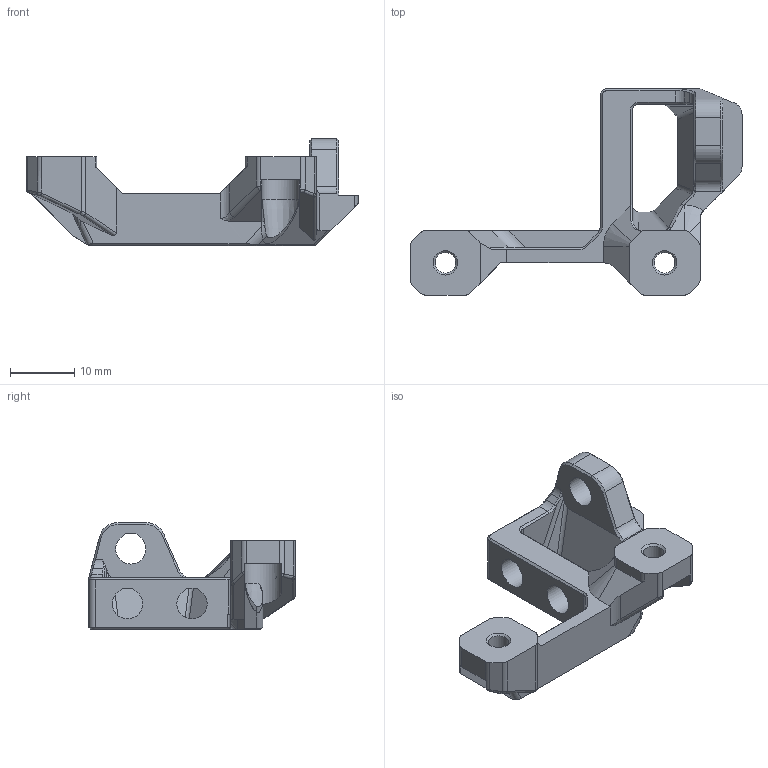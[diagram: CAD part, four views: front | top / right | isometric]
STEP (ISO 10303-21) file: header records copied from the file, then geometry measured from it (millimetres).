
FILE_DESCRIPTION(/* description */ (''),/* implementation_level */ '2;1');
FILE_NAME(/* name */ 'Rear_Mount (1).step',/* time_stamp */ '2024-11-17T11:06:49+08:00',/* author */ (''),/* organization */ (''),/* preprocessor_version */ 'ST-DEVELOPER v20',/* originating_system */ 'Autodesk Translation Framework v13.20.0.188',/* authorisation */ '');
FILE_SCHEMA (('AUTOMOTIVE_DESIGN { 1 0 10303 214 3 1 1 }'));
Length unit declared in the file: millimetre
Products named in the file (1): Rear_Mount
Bounding box: 51.5 x 32 x 16.6 mm (x, y, z)
Volume: 4661.3 mm3; surface area: 3637.4 mm2
Topology: 3 solids, 4 shells, 248 faces, 636 edges, 393 vertices
Faces by surface type: plane 133, cylinder 64, bspline 29, cone 21, sphere 1
Full cylindrical faces by diameter (mm): 3.2 x2
Entity records: 8537 total; most frequent: CARTESIAN_POINT 2552, ORIENTED_EDGE 1274, DIRECTION 1182, EDGE_CURVE 637, LINE 420, VECTOR 420, VERTEX_POINT 393, AXIS2_PLACEMENT_3D 381
